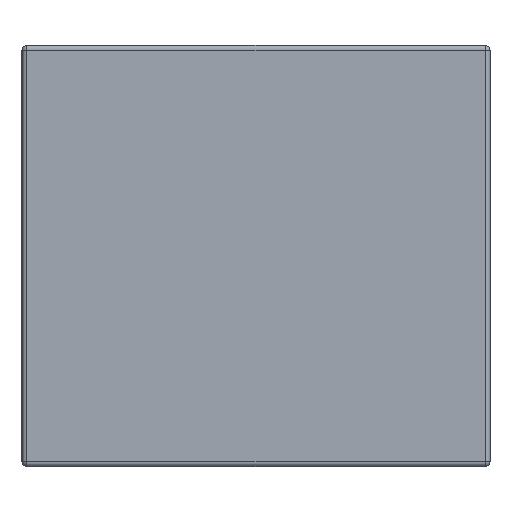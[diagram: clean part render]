
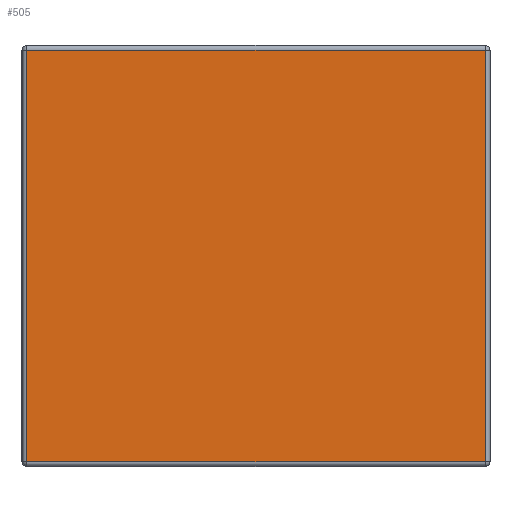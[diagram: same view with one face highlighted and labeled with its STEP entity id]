
A CAD part, left-side view. The second image highlights one B-rep face of the part: STEP entity #505.
In plain terms, the highlighted planar face has unit normal (-1, 0, 0).
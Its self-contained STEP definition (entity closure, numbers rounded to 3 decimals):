
#70 = VECTOR ( 'NONE', #3074, 1000. ) ;
#106 = EDGE_CURVE ( 'NONE', #2147, #1610, #1433, .T. ) ;
#145 = CARTESIAN_POINT ( 'NONE',  ( -2.85, -2.45, 4.45 ) ) ;
#159 = CARTESIAN_POINT ( 'NONE',  ( -2.85, -2.45, 4.5 ) ) ;
#192 = DIRECTION ( 'NONE',  ( 0., 0., 1. ) ) ;
#247 = EDGE_CURVE ( 'NONE', #341, #2147, #1010, .T. ) ;
#341 = VERTEX_POINT ( 'NONE', #2356 ) ;
#499 = DIRECTION ( 'NONE',  ( 0., 0., -1. ) ) ;
#505 = ADVANCED_FACE ( 'NONE', ( #1004 ), #2827, .T. ) ;
#652 = EDGE_CURVE ( 'NONE', #1610, #3298, #1049, .T. ) ;
#728 = ORIENTED_EDGE ( 'NONE', *, *, #652, .T. ) ;
#874 = CARTESIAN_POINT ( 'NONE',  ( -2.85, 2.45, 0.05 ) ) ;
#1004 = FACE_OUTER_BOUND ( 'NONE', #2019, .T. ) ;
#1010 = LINE ( 'NONE', #159, #70 ) ;
#1049 = LINE ( 'NONE', #2585, #3094 ) ;
#1069 = ORIENTED_EDGE ( 'NONE', *, *, #247, .T. ) ;
#1194 = CARTESIAN_POINT ( 'NONE',  ( -2.85, 0., 4.45 ) ) ;
#1433 = LINE ( 'NONE', #1194, #2200 ) ;
#1605 = AXIS2_PLACEMENT_3D ( 'NONE', #1776, #2260, #192 ) ;
#1610 = VERTEX_POINT ( 'NONE', #2076 ) ;
#1690 = ORIENTED_EDGE ( 'NONE', *, *, #3342, .T. ) ;
#1776 = CARTESIAN_POINT ( 'NONE',  ( -2.85, 0., 4.5 ) ) ;
#1882 = CARTESIAN_POINT ( 'NONE',  ( -2.85, -2.5, 0.05 ) ) ;
#2019 = EDGE_LOOP ( 'NONE', ( #2867, #728, #1690, #1069 ) ) ;
#2053 = VECTOR ( 'NONE', #3201, 1000. ) ;
#2076 = CARTESIAN_POINT ( 'NONE',  ( -2.85, 2.45, 4.45 ) ) ;
#2147 = VERTEX_POINT ( 'NONE', #145 ) ;
#2200 = VECTOR ( 'NONE', #2693, 1000. ) ;
#2260 = DIRECTION ( 'NONE',  ( -1., 0., 0. ) ) ;
#2356 = CARTESIAN_POINT ( 'NONE',  ( -2.85, -2.45, 0.05 ) ) ;
#2585 = CARTESIAN_POINT ( 'NONE',  ( -2.85, 2.45, 0. ) ) ;
#2693 = DIRECTION ( 'NONE',  ( 0., 1., 0. ) ) ;
#2827 = PLANE ( 'NONE',  #1605 ) ;
#2867 = ORIENTED_EDGE ( 'NONE', *, *, #106, .T. ) ;
#2970 = LINE ( 'NONE', #1882, #2053 ) ;
#3074 = DIRECTION ( 'NONE',  ( 0., 0., 1. ) ) ;
#3094 = VECTOR ( 'NONE', #499, 1000. ) ;
#3201 = DIRECTION ( 'NONE',  ( 0., -1., 0. ) ) ;
#3298 = VERTEX_POINT ( 'NONE', #874 ) ;
#3342 = EDGE_CURVE ( 'NONE', #3298, #341, #2970, .T. ) ;
